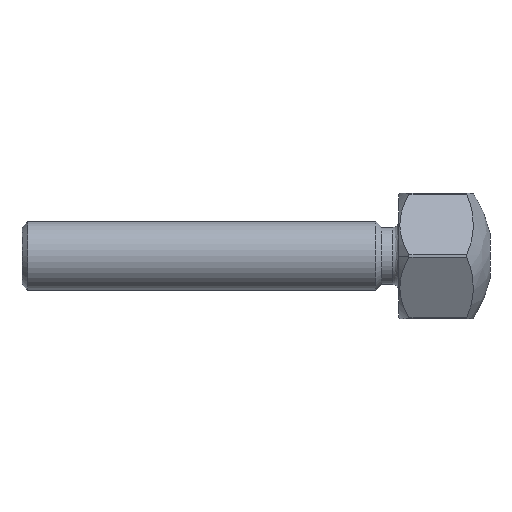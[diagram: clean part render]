
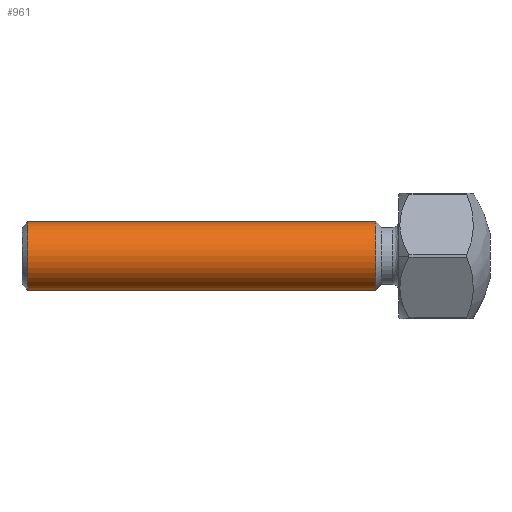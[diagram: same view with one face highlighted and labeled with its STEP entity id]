
A CAD part, left-side view. The second image highlights one B-rep face of the part: STEP entity #961.
In plain terms, the highlighted cylindrical face has radius 6 mm (diameter 12 mm), a partial arc.
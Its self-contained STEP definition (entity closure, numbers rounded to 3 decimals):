
#40 = CARTESIAN_POINT ( 'NONE',  ( 0., -16., 6. ) ) ;
#41 = DIRECTION ( 'NONE',  ( 0., -1., 0. ) ) ;
#70 = VERTEX_POINT ( 'NONE', #945 ) ;
#75 = EDGE_CURVE ( 'NONE', #70, #572, #788, .T. ) ;
#77 = CARTESIAN_POINT ( 'NONE',  ( 0., 65., -6. ) ) ;
#183 = DIRECTION ( 'NONE',  ( 0., 0., -1. ) ) ;
#185 = CARTESIAN_POINT ( 'NONE',  ( 0., -16., 0. ) ) ;
#268 = DIRECTION ( 'NONE',  ( 0., -1., 0. ) ) ;
#295 = VERTEX_POINT ( 'NONE', #1234 ) ;
#304 = EDGE_CURVE ( 'NONE', #295, #1058, #848, .T. ) ;
#333 = ORIENTED_EDGE ( 'NONE', *, *, #581, .T. ) ;
#419 = ORIENTED_EDGE ( 'NONE', *, *, #75, .T. ) ;
#486 = DIRECTION ( 'NONE',  ( 0., -1., 0. ) ) ;
#488 = CARTESIAN_POINT ( 'NONE',  ( 0., -16., -6. ) ) ;
#572 = VERTEX_POINT ( 'NONE', #673 ) ;
#581 = EDGE_CURVE ( 'NONE', #1058, #70, #1290, .T. ) ;
#673 = CARTESIAN_POINT ( 'NONE',  ( 0., 4., 6. ) ) ;
#687 = EDGE_LOOP ( 'NONE', ( #735, #1268, #333, #419 ) ) ;
#735 = ORIENTED_EDGE ( 'NONE', *, *, #915, .F. ) ;
#737 = LINE ( 'NONE', #40, #1281 ) ;
#788 = CIRCLE ( 'NONE', #1305, 6. ) ;
#829 = DIRECTION ( 'NONE',  ( 0., 0., -1. ) ) ;
#848 = CIRCLE ( 'NONE', #1035, 6. ) ;
#899 = VECTOR ( 'NONE', #486, 1000. ) ;
#912 = CARTESIAN_POINT ( 'NONE',  ( 0., 4., 0. ) ) ;
#915 = EDGE_CURVE ( 'NONE', #295, #572, #737, .T. ) ;
#945 = CARTESIAN_POINT ( 'NONE',  ( 0., 4., -6. ) ) ;
#961 = ADVANCED_FACE ( 'NONE', ( #1078 ), #1271, .T. ) ;
#1008 = CARTESIAN_POINT ( 'NONE',  ( 0., 65., 0. ) ) ;
#1009 = DIRECTION ( 'NONE',  ( 0., -1., 0. ) ) ;
#1012 = DIRECTION ( 'NONE',  ( 0., 0., -1. ) ) ;
#1035 = AXIS2_PLACEMENT_3D ( 'NONE', #1008, #1009, #1012 ) ;
#1044 = DIRECTION ( 'NONE',  ( 0., 1., 0. ) ) ;
#1058 = VERTEX_POINT ( 'NONE', #77 ) ;
#1078 = FACE_OUTER_BOUND ( 'NONE', #687, .T. ) ;
#1084 = AXIS2_PLACEMENT_3D ( 'NONE', #185, #268, #183 ) ;
#1234 = CARTESIAN_POINT ( 'NONE',  ( 0., 65., 6. ) ) ;
#1268 = ORIENTED_EDGE ( 'NONE', *, *, #304, .T. ) ;
#1271 = CYLINDRICAL_SURFACE ( 'NONE', #1084, 6. ) ;
#1281 = VECTOR ( 'NONE', #41, 1000. ) ;
#1290 = LINE ( 'NONE', #488, #899 ) ;
#1305 = AXIS2_PLACEMENT_3D ( 'NONE', #912, #1044, #829 ) ;
